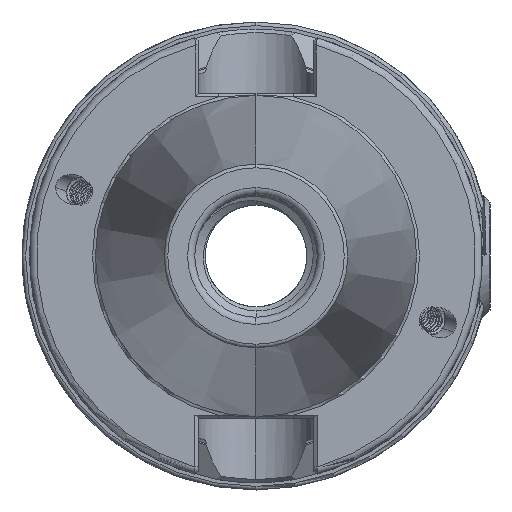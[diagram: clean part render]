
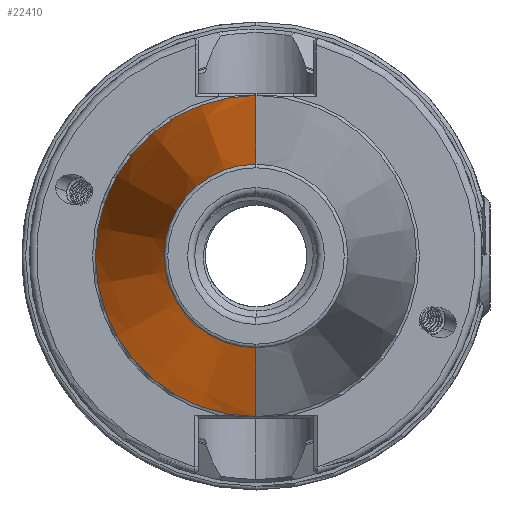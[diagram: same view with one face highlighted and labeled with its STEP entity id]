
A CAD part, left-side view. The second image highlights one B-rep face of the part: STEP entity #22410.
In plain terms, the highlighted conical face has half-angle 8.297 degrees and reference radius 22.298 mm.
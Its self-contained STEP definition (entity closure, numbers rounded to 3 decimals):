
#748 = AXIS2_PLACEMENT_3D ( 'NONE', #18748, #18779, #18775 ) ;
#758 = AXIS2_PLACEMENT_3D ( 'NONE', #18553, #18580, #18569 ) ;
#2413 = CONICAL_SURFACE ( 'NONE', #10234, 22.298, 0.145 ) ;
#2427 = FACE_OUTER_BOUND ( 'NONE', #19424, .T. ) ;
#2619 = VECTOR ( 'NONE', #18588, 1000. ) ;
#2622 = LINE ( 'NONE', #18532, #2637 ) ;
#2628 = CIRCLE ( 'NONE', #758, 12.75 ) ;
#2637 = VECTOR ( 'NONE', #18538, 1000. ) ;
#2654 = LINE ( 'NONE', #18575, #2619 ) ;
#2657 = CIRCLE ( 'NONE', #748, 22.298 ) ;
#9178 = ORIENTED_EDGE ( 'NONE', *, *, #22610, .T. ) ;
#9220 = ORIENTED_EDGE ( 'NONE', *, *, #22663, .F. ) ;
#9221 = ORIENTED_EDGE ( 'NONE', *, *, #22621, .F. ) ;
#9247 = ORIENTED_EDGE ( 'NONE', *, *, #22622, .T. ) ;
#10234 = AXIS2_PLACEMENT_3D ( 'NONE', #11768, #11671, #11730 ) ;
#10556 = CARTESIAN_POINT ( 'NONE',  ( -1.5, 0., -22.298 ) ) ;
#10573 = CARTESIAN_POINT ( 'NONE',  ( -66.972, 0., 12.75 ) ) ;
#10581 = CARTESIAN_POINT ( 'NONE',  ( -66.972, 0., -12.75 ) ) ;
#10608 = CARTESIAN_POINT ( 'NONE',  ( -1.5, 0., 22.298 ) ) ;
#11671 = DIRECTION ( 'NONE',  ( 1., 0., 0. ) ) ;
#11730 = DIRECTION ( 'NONE',  ( 0., 0., -1. ) ) ;
#11768 = CARTESIAN_POINT ( 'NONE',  ( -1.5, 0., 0. ) ) ;
#16720 = VERTEX_POINT ( 'NONE', #10608 ) ;
#16724 = VERTEX_POINT ( 'NONE', #10573 ) ;
#16729 = VERTEX_POINT ( 'NONE', #10581 ) ;
#16766 = VERTEX_POINT ( 'NONE', #10556 ) ;
#18532 = CARTESIAN_POINT ( 'NONE',  ( -1.5, 0., 22.298 ) ) ;
#18538 = DIRECTION ( 'NONE',  ( 0.99, 0., 0.144 ) ) ;
#18553 = CARTESIAN_POINT ( 'NONE',  ( -66.972, 0., 0. ) ) ;
#18569 = DIRECTION ( 'NONE',  ( 0., 0., -1. ) ) ;
#18575 = CARTESIAN_POINT ( 'NONE',  ( -1.5, 0., -22.298 ) ) ;
#18580 = DIRECTION ( 'NONE',  ( 1., 0., 0. ) ) ;
#18588 = DIRECTION ( 'NONE',  ( 0.99, 0., -0.144 ) ) ;
#18748 = CARTESIAN_POINT ( 'NONE',  ( -1.5, 0., 0. ) ) ;
#18775 = DIRECTION ( 'NONE',  ( 0., 0., -1. ) ) ;
#18779 = DIRECTION ( 'NONE',  ( 1., 0., 0. ) ) ;
#19424 = EDGE_LOOP ( 'NONE', ( #9247, #9178, #9220, #9221 ) ) ;
#22410 = ADVANCED_FACE ( 'NONE', ( #2427 ), #2413, .T. ) ;
#22610 = EDGE_CURVE ( 'NONE', #16724, #16720, #2622, .T. ) ;
#22621 = EDGE_CURVE ( 'NONE', #16729, #16766, #2654, .T. ) ;
#22622 = EDGE_CURVE ( 'NONE', #16729, #16724, #2628, .T. ) ;
#22663 = EDGE_CURVE ( 'NONE', #16766, #16720, #2657, .T. ) ;
